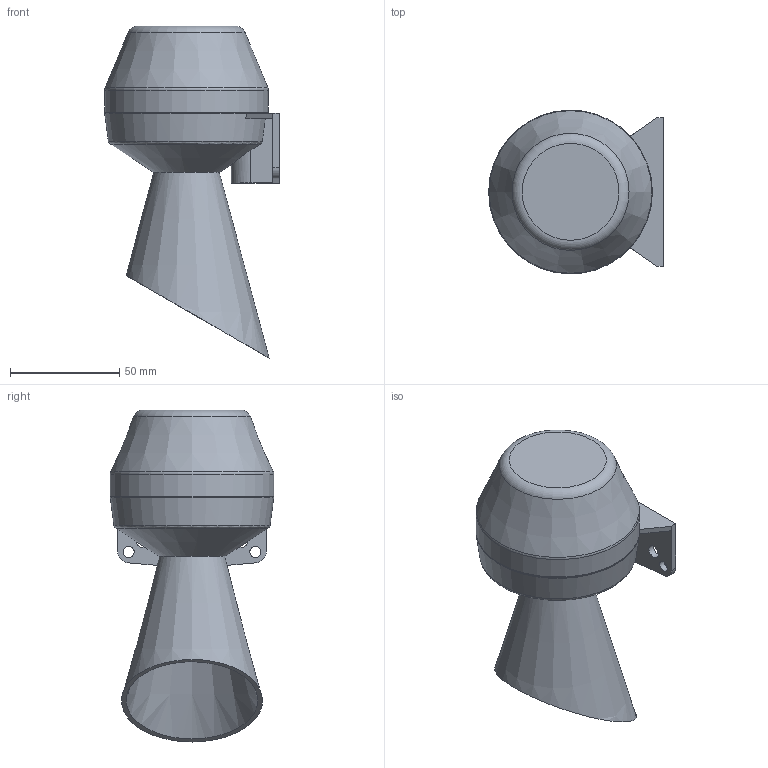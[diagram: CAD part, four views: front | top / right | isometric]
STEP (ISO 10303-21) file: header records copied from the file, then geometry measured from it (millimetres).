
FILE_DESCRIPTION(/* description */ (''),/* implementation_level */ '2;1');
FILE_NAME(/* name */ 'KLH.stp',/* time_stamp */ '2014-09-25T14:30:39+02:00',/* author */ (''),/* organization */ (''),/* preprocessor_version */ 'ST-DEVELOPER v11',/* originating_system */ 'SIEMENS PLM Software NX 7.5',/* authorisation */ '');
FILE_SCHEMA (('AUTOMOTIVE_DESIGN { 1 0 10303 214 1 1 1 1 }'));
Length unit declared in the file: millimetre
Products named in the file (1): m.ne329Bg23a
Bounding box: 80 x 75 x 152.1 mm (x, y, z)
Volume: 251729.6 mm3; surface area: 44498.9 mm2
Topology: 1 solids, 1 shells, 56 faces, 141 edges, 96 vertices
Faces by surface type: plane 30, cylinder 14, cone 9, torus 3
Full cylindrical faces by diameter (mm): 5 x2, 6 x2, 6.4 x1, 14 x1, 21 x1, 74.4 x1, 75 x1
Entity records: 1640 total; most frequent: CARTESIAN_POINT 382, DIRECTION 259, ORIENTED_EDGE 220, EDGE_CURVE 110, AXIS2_PLACEMENT_3D 105, EDGE_LOOP 91, VERTEX_POINT 83, FACE_BOUND 65
